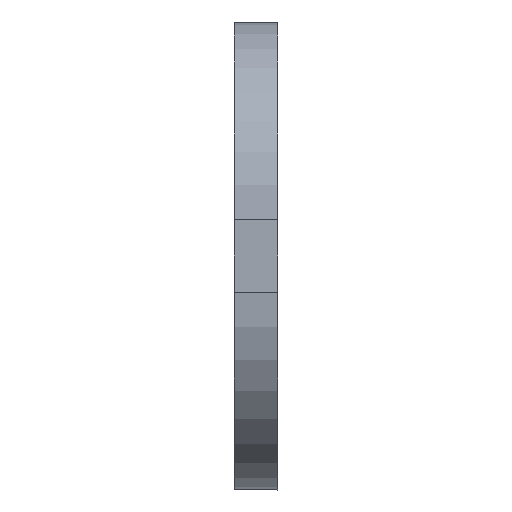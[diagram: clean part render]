
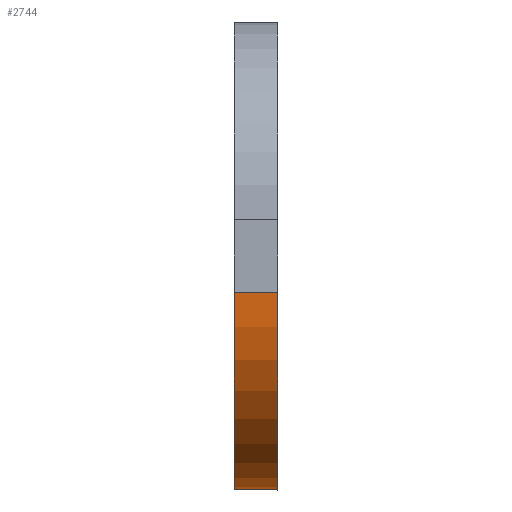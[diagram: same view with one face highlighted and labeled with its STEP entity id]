
A CAD part, left-side view. The second image highlights one B-rep face of the part: STEP entity #2744.
In plain terms, the highlighted cylindrical face has radius 6.763 mm (diameter 13.525 mm), a partial arc.
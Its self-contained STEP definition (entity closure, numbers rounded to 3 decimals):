
#139=FACE_OUTER_BOUND('',#304,.T.);
#304=EDGE_LOOP('',(#1994,#1995,#1996,#1997));
#537=LINE('',#4322,#809);
#538=LINE('',#4323,#810);
#809=VECTOR('',#3421,10.);
#810=VECTOR('',#3422,10.);
#1011=CIRCLE('',#2908,6.763);
#1082=CIRCLE('',#2982,6.763);
#1158=VERTEX_POINT('',#4043);
#1159=VERTEX_POINT('',#4045);
#1293=VERTEX_POINT('',#4319);
#1294=VERTEX_POINT('',#4320);
#1436=EDGE_CURVE('',#1159,#1158,#1011,.T.);
#1573=EDGE_CURVE('',#1293,#1294,#1082,.T.);
#1574=EDGE_CURVE('',#1294,#1159,#537,.T.);
#1575=EDGE_CURVE('',#1158,#1293,#538,.T.);
#1994=ORIENTED_EDGE('',*,*,#1573,.T.);
#1995=ORIENTED_EDGE('',*,*,#1574,.T.);
#1996=ORIENTED_EDGE('',*,*,#1436,.T.);
#1997=ORIENTED_EDGE('',*,*,#1575,.T.);
#2671=CYLINDRICAL_SURFACE('',#2981,6.763);
#2744=ADVANCED_FACE('',(#139),#2671,.T.);
#2908=AXIS2_PLACEMENT_3D('',#4046,#3205,#3206);
#2981=AXIS2_PLACEMENT_3D('',#4318,#3417,#3418);
#2982=AXIS2_PLACEMENT_3D('',#4321,#3419,#3420);
#3205=DIRECTION('center_axis',(0.,1.,0.));
#3206=DIRECTION('ref_axis',(-0.707,0.,-0.707));
#3417=DIRECTION('center_axis',(0.,1.,0.));
#3418=DIRECTION('ref_axis',(-0.707,0.,-0.707));
#3419=DIRECTION('center_axis',(0.,-1.,0.));
#3420=DIRECTION('ref_axis',(-0.707,0.,-0.707));
#3421=DIRECTION('',(0.,-1.,0.));
#3422=DIRECTION('',(0.,1.,0.));
#4043=CARTESIAN_POINT('',(-136.219,0.,-1.238));
#4045=CARTESIAN_POINT('',(-129.457,0.,-8.));
#4046=CARTESIAN_POINT('Origin',(-129.457,0.,-1.238));
#4318=CARTESIAN_POINT('Origin',(-129.457,2.35,-1.238));
#4319=CARTESIAN_POINT('',(-136.219,1.5,-1.238));
#4320=CARTESIAN_POINT('',(-129.457,1.5,-8.));
#4321=CARTESIAN_POINT('Origin',(-129.457,1.5,-1.238));
#4322=CARTESIAN_POINT('',(-129.457,2.35,-8.));
#4323=CARTESIAN_POINT('',(-136.219,2.35,-1.238));
